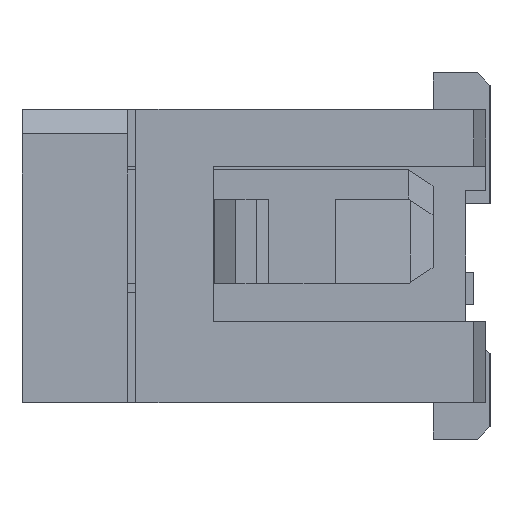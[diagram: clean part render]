
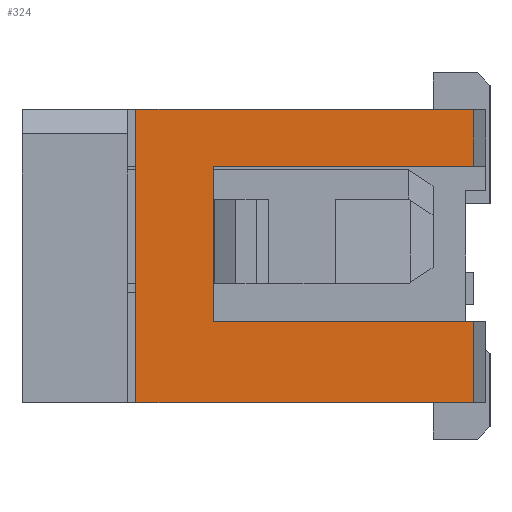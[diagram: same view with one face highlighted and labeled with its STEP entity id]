
A CAD part, left-side view. The second image highlights one B-rep face of the part: STEP entity #324.
In plain terms, the highlighted planar face has unit normal (-1, 0, 0).
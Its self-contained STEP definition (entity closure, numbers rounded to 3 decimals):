
#324 = ADVANCED_FACE( '', ( #1297 ), #1298, .F. );
#1297 = FACE_OUTER_BOUND( '', #2856, .T. );
#1298 = PLANE( '', #2857 );
#2856 = EDGE_LOOP( '', ( #5910, #5911, #5912, #5913, #5914, #5915, #5916, #5917 ) );
#2857 = AXIS2_PLACEMENT_3D( '', #5918, #5919, #5920 );
#5910 = ORIENTED_EDGE( '', *, *, #11935, .F. );
#5911 = ORIENTED_EDGE( '', *, *, #10770, .F. );
#5912 = ORIENTED_EDGE( '', *, *, #11936, .T. );
#5913 = ORIENTED_EDGE( '', *, *, #11937, .F. );
#5914 = ORIENTED_EDGE( '', *, *, #11938, .F. );
#5915 = ORIENTED_EDGE( '', *, *, #11939, .F. );
#5916 = ORIENTED_EDGE( '', *, *, #11940, .F. );
#5917 = ORIENTED_EDGE( '', *, *, #11941, .T. );
#5918 = CARTESIAN_POINT( '', ( -13.425, 0., 0. ) );
#5919 = DIRECTION( '', ( 1., 0., 0. ) );
#5920 = DIRECTION( '', ( 0., 1., 0. ) );
#10770 = EDGE_CURVE( '', #13020, #13021, #13022, .T. );
#11935 = EDGE_CURVE( '', #13021, #15203, #15204, .T. );
#11936 = EDGE_CURVE( '', #13020, #15205, #15206, .T. );
#11937 = EDGE_CURVE( '', #15207, #15205, #15208, .T. );
#11938 = EDGE_CURVE( '', #15209, #15207, #15210, .T. );
#11939 = EDGE_CURVE( '', #15211, #15209, #15212, .T. );
#11940 = EDGE_CURVE( '', #15213, #15211, #15214, .T. );
#11941 = EDGE_CURVE( '', #15213, #15203, #15215, .T. );
#13020 = VERTEX_POINT( '', #16749 );
#13021 = VERTEX_POINT( '', #16750 );
#13022 = LINE( '', #16751, #16752 );
#15203 = VERTEX_POINT( '', #20068 );
#15204 = LINE( '', #20069, #20070 );
#15205 = VERTEX_POINT( '', #20071 );
#15206 = LINE( '', #20072, #20073 );
#15207 = VERTEX_POINT( '', #20074 );
#15208 = LINE( '', #20075, #20076 );
#15209 = VERTEX_POINT( '', #20077 );
#15210 = LINE( '', #20078, #20079 );
#15211 = VERTEX_POINT( '', #20080 );
#15212 = LINE( '', #20081, #20082 );
#15213 = VERTEX_POINT( '', #20083 );
#15214 = LINE( '', #20084, #20085 );
#15215 = LINE( '', #20086, #20087 );
#16749 = CARTESIAN_POINT( '', ( -13.425, 0.15, -0.8 ) );
#16750 = CARTESIAN_POINT( '', ( -13.425, 0.15, -1.8 ) );
#16751 = CARTESIAN_POINT( '', ( -13.425, 0.15, -0.8 ) );
#16752 = VECTOR( '', #22598, 1000. );
#20068 = CARTESIAN_POINT( '', ( -13.425, 4.3, -1.8 ) );
#20069 = CARTESIAN_POINT( '', ( -13.425, 0.15, -1.8 ) );
#20070 = VECTOR( '', #23836, 1000. );
#20071 = CARTESIAN_POINT( '', ( -13.425, 3.35, -0.8 ) );
#20072 = CARTESIAN_POINT( '', ( -13.425, 0.15, -0.8 ) );
#20073 = VECTOR( '', #23837, 1000. );
#20074 = CARTESIAN_POINT( '', ( -13.425, 3.35, 1.1 ) );
#20075 = CARTESIAN_POINT( '', ( -13.425, 3.35, 1.1 ) );
#20076 = VECTOR( '', #23838, 1000. );
#20077 = CARTESIAN_POINT( '', ( -13.425, 0.15, 1.1 ) );
#20078 = CARTESIAN_POINT( '', ( -13.425, 0.15, 1.1 ) );
#20079 = VECTOR( '', #23839, 1000. );
#20080 = CARTESIAN_POINT( '', ( -13.425, 0.15, 1.8 ) );
#20081 = CARTESIAN_POINT( '', ( -13.425, 0.15, 1.8 ) );
#20082 = VECTOR( '', #23840, 1000. );
#20083 = CARTESIAN_POINT( '', ( -13.425, 4.3, 1.8 ) );
#20084 = CARTESIAN_POINT( '', ( -13.425, 4.3, 1.8 ) );
#20085 = VECTOR( '', #23841, 1000. );
#20086 = CARTESIAN_POINT( '', ( -13.425, 4.3, 1.8 ) );
#20087 = VECTOR( '', #23842, 1000. );
#22598 = DIRECTION( '', ( 0., 0., -1. ) );
#23836 = DIRECTION( '', ( 0., 1., 0. ) );
#23837 = DIRECTION( '', ( 0., 1., 0. ) );
#23838 = DIRECTION( '', ( 0., 0., -1. ) );
#23839 = DIRECTION( '', ( 0., 1., 0. ) );
#23840 = DIRECTION( '', ( 0., 0., -1. ) );
#23841 = DIRECTION( '', ( 0., -1., 0. ) );
#23842 = DIRECTION( '', ( 0., 0., -1. ) );
